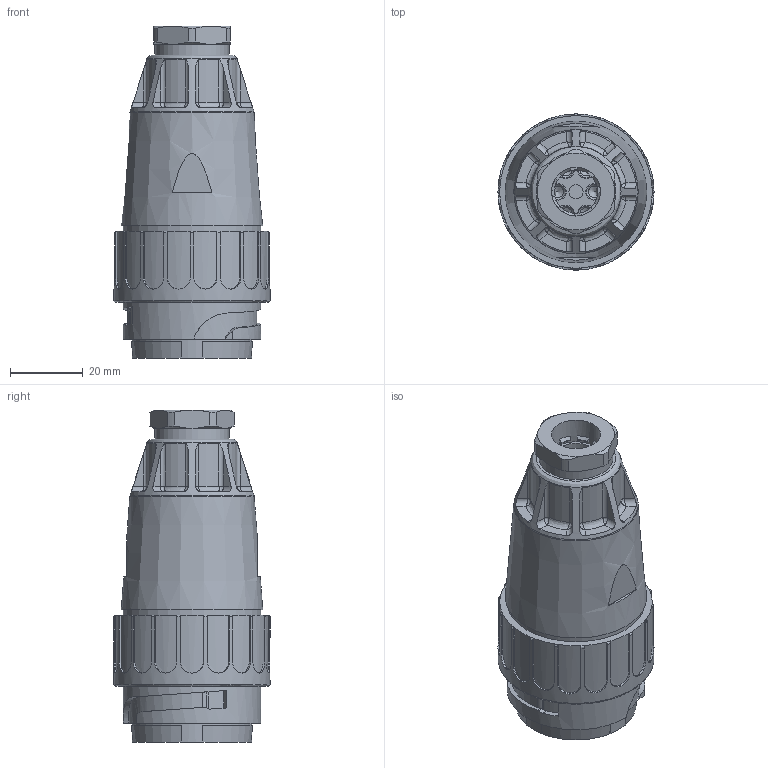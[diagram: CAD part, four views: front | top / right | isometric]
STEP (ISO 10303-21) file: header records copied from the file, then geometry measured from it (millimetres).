
FILE_DESCRIPTION(/* description */ (''),/* implementation_level */ '2;1');
FILE_NAME(/* name */ 'C016_20H005_103_2.stp',/* time_stamp */ '2016-10-26T11:18:21+02:00',/* author */ (''),/* organization */ (''),/* preprocessor_version */ 'ST-DEVELOPER v15',/* originating_system */ 'SIEMENS PLM Software NX 9.0',/* authorisation */ '');
FILE_SCHEMA (('CONFIG_CONTROL_DESIGN'));
Length unit declared in the file: millimetre
Products named in the file (1): c3d-c016 20h005 103 2nxm001-01
Bounding box: 43 x 43 x 91.5 mm (x, y, z)
Volume: 51562.7 mm3; surface area: 38139.1 mm2
Topology: 1 solids, 5 shells, 898 faces, 2400 edges, 1543 vertices
Faces by surface type: plane 467, cylinder 293, cone 72, bspline 46, sphere 12, torus 8
Full cylindrical faces by diameter (mm): 2 x6, 2.1 x6, 2.4 x7, 2.87 x8, 3.2 x6, 3.9 x1, 12 x1, 13 x1, 13.5 x1, 16.5 x1, 19.1 x1, 20.4 x1, 25 x1, 29.1 x1, 30 x1, 30.2 x2, 33 x1, 33.2 x1, 36.5 x1, 38 x3, 38.2 x1, 43 x1
Entity records: 29746 total; most frequent: CARTESIAN_POINT 8322, ORIENTED_EDGE 4454, DIRECTION 4332, EDGE_CURVE 2227, AXIS2_PLACEMENT_3D 1647, VERTEX_POINT 1502, EDGE_LOOP 1085, LINE 1038
